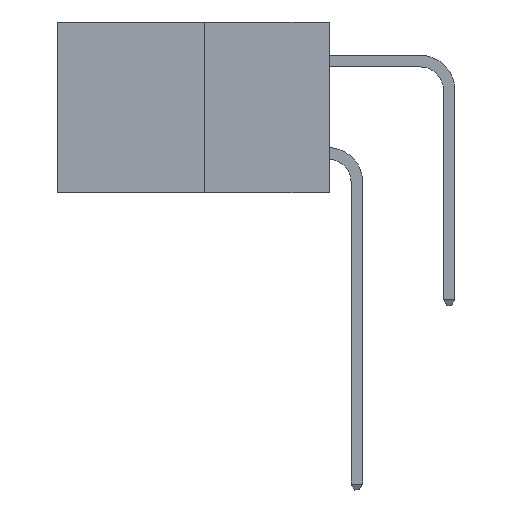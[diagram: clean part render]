
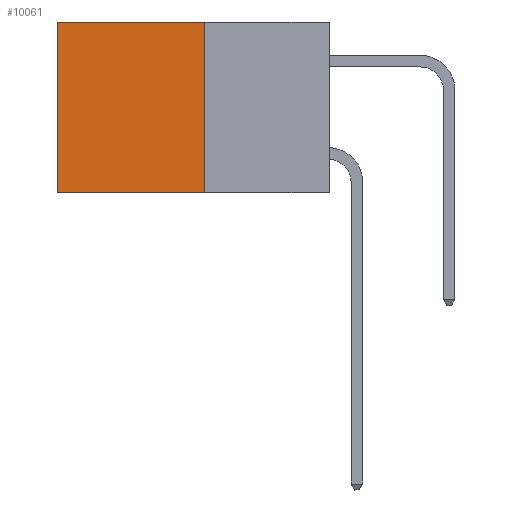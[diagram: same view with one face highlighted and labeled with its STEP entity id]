
A CAD part, left-side view. The second image highlights one B-rep face of the part: STEP entity #10061.
In plain terms, the highlighted planar face has unit normal (-1, 0, 0).
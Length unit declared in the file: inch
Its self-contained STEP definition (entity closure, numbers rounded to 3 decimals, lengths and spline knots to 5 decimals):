
#21 = PLANE ( 'NONE',  #4248 ) ;
#273 = ORIENTED_EDGE ( 'NONE', *, *, #1944, .T. ) ;
#1117 = DIRECTION ( 'NONE',  ( 0., 0., -1. ) ) ;
#1258 = CARTESIAN_POINT ( 'NONE',  ( 0.277, 0.27, -0.37 ) ) ;
#1944 = EDGE_CURVE ( 'NONE', #11804, #2852, #10375, .T. ) ;
#2151 = EDGE_CURVE ( 'NONE', #2852, #7167, #6192, .T. ) ;
#2180 = CARTESIAN_POINT ( 'NONE',  ( 0.277, 0.27, -0.37 ) ) ;
#2852 = VERTEX_POINT ( 'NONE', #3229 ) ;
#3229 = CARTESIAN_POINT ( 'NONE',  ( 0.277, 0.59, 0. ) ) ;
#3437 = CARTESIAN_POINT ( 'NONE',  ( 0.277, 0.59, -0.37 ) ) ;
#3632 = FACE_OUTER_BOUND ( 'NONE', #6109, .T. ) ;
#3746 = VECTOR ( 'NONE', #4397, 39.37008 ) ;
#4248 = AXIS2_PLACEMENT_3D ( 'NONE', #2180, #7007, #1117 ) ;
#4397 = DIRECTION ( 'NONE',  ( 0., 1., 0. ) ) ;
#4453 = DIRECTION ( 'NONE',  ( 0., 0., -1. ) ) ;
#5574 = VERTEX_POINT ( 'NONE', #9067 ) ;
#5676 = ORIENTED_EDGE ( 'NONE', *, *, #2151, .T. ) ;
#6109 = EDGE_LOOP ( 'NONE', ( #5676, #10193, #6195, #273 ) ) ;
#6192 = LINE ( 'NONE', #9263, #8363 ) ;
#6195 = ORIENTED_EDGE ( 'NONE', *, *, #7174, .F. ) ;
#6201 = VECTOR ( 'NONE', #4453, 39.37008 ) ;
#7007 = DIRECTION ( 'NONE',  ( 1., 0., 0. ) ) ;
#7167 = VERTEX_POINT ( 'NONE', #3437 ) ;
#7174 = EDGE_CURVE ( 'NONE', #11804, #5574, #8670, .T. ) ;
#7632 = VECTOR ( 'NONE', #11132, 39.37008 ) ;
#8132 = EDGE_CURVE ( 'NONE', #5574, #7167, #11021, .T. ) ;
#8363 = VECTOR ( 'NONE', #9687, 39.37008 ) ;
#8670 = LINE ( 'NONE', #1258, #6201 ) ;
#9067 = CARTESIAN_POINT ( 'NONE',  ( 0.277, 0.27, -0.37 ) ) ;
#9085 = CARTESIAN_POINT ( 'NONE',  ( 0.277, 0.27, 0. ) ) ;
#9263 = CARTESIAN_POINT ( 'NONE',  ( 0.277, 0.59, -0.37 ) ) ;
#9687 = DIRECTION ( 'NONE',  ( 0., 0., -1. ) ) ;
#10061 = ADVANCED_FACE ( 'NONE', ( #3632 ), #21, .F. ) ;
#10193 = ORIENTED_EDGE ( 'NONE', *, *, #8132, .F. ) ;
#10291 = CARTESIAN_POINT ( 'NONE',  ( 0.277, 0.27, 0. ) ) ;
#10375 = LINE ( 'NONE', #9085, #7632 ) ;
#10752 = CARTESIAN_POINT ( 'NONE',  ( 0.277, 0.27, -0.37 ) ) ;
#11021 = LINE ( 'NONE', #10752, #3746 ) ;
#11132 = DIRECTION ( 'NONE',  ( 0., 1., 0. ) ) ;
#11804 = VERTEX_POINT ( 'NONE', #10291 ) ;
